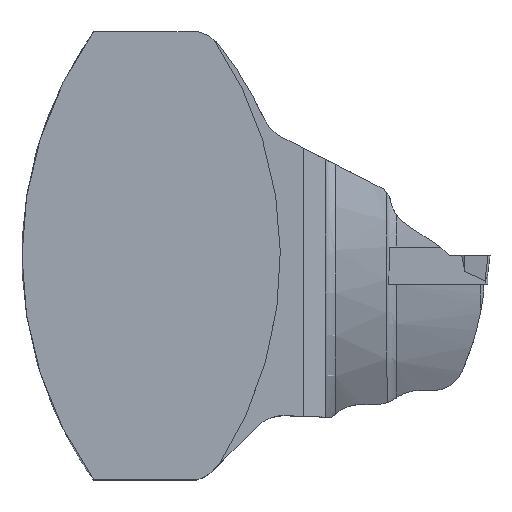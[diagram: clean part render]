
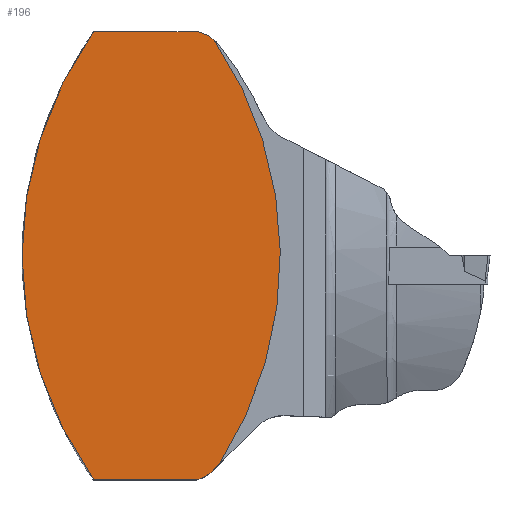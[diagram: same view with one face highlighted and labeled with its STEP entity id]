
A CAD part, top view. The second image highlights one B-rep face of the part: STEP entity #196.
In plain terms, the highlighted planar face has unit normal (0, 0, 1).
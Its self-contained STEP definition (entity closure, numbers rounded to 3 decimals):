
#128=PLANE('',#1634);
#196=ADVANCED_FACE('',(#291),#128,.F.);
#291=FACE_OUTER_BOUND('',#365,.T.);
#365=EDGE_LOOP('',(#857,#858,#859,#860,#861,#862,#863));
#415=LINE('',#2304,#524);
#440=LINE('',#2429,#549);
#449=LINE('',#2459,#558);
#524=VECTOR('',#1744,1.);
#549=VECTOR('',#1815,1.);
#558=VECTOR('',#1860,1.);
#648=CIRCLE('',#1608,60.25);
#652=CIRCLE('',#1620,60.25);
#653=CIRCLE('',#1628,6.1);
#654=CIRCLE('',#1633,6.5);
#857=ORIENTED_EDGE('',*,*,#1316,.F.);
#858=ORIENTED_EDGE('',*,*,#1343,.T.);
#859=ORIENTED_EDGE('',*,*,#1325,.T.);
#860=ORIENTED_EDGE('',*,*,#1332,.T.);
#861=ORIENTED_EDGE('',*,*,#1282,.F.);
#862=ORIENTED_EDGE('',*,*,#1338,.F.);
#863=ORIENTED_EDGE('',*,*,#1340,.F.);
#1132=VERTEX_POINT('',#2305);
#1133=VERTEX_POINT('',#2306);
#1160=VERTEX_POINT('',#2412);
#1161=VERTEX_POINT('',#2413);
#1163=VERTEX_POINT('',#2424);
#1165=VERTEX_POINT('',#2428);
#1168=VERTEX_POINT('',#2456);
#1282=EDGE_CURVE('',#1132,#1133,#415,.T.);
#1316=EDGE_CURVE('',#1160,#1161,#648,.T.);
#1325=EDGE_CURVE('',#1163,#1165,#440,.T.);
#1332=EDGE_CURVE('',#1165,#1133,#652,.T.);
#1338=EDGE_CURVE('',#1168,#1132,#653,.T.);
#1340=EDGE_CURVE('',#1161,#1168,#449,.T.);
#1343=EDGE_CURVE('',#1160,#1163,#654,.T.);
#1608=AXIS2_PLACEMENT_3D('',#2411,#1799,#1800);
#1620=AXIS2_PLACEMENT_3D('',#2442,#1834,#1835);
#1628=AXIS2_PLACEMENT_3D('',#2455,#1855,#1856);
#1633=AXIS2_PLACEMENT_3D('',#2465,#1869,#1870);
#1634=AXIS2_PLACEMENT_3D('',#2466,#1871,#1872);
#1744=DIRECTION('',(-1.,0.,0.));
#1799=DIRECTION('',(0.,0.,-1.));
#1800=DIRECTION('',(1.,0.,0.));
#1815=DIRECTION('',(-1.,0.,0.));
#1834=DIRECTION('',(0.,0.,1.));
#1835=DIRECTION('',(1.,0.,0.));
#1855=DIRECTION('',(0.,0.,-1.));
#1856=DIRECTION('',(1.,0.,0.));
#1860=DIRECTION('',(-0.703,-0.711,0.));
#1869=DIRECTION('',(0.,0.,1.));
#1870=DIRECTION('',(1.,0.,0.));
#1871=DIRECTION('',(0.,0.,-1.));
#1872=DIRECTION('',(1.,0.,0.));
#2304=CARTESIAN_POINT('',(-20.25,-35.,0.));
#2305=CARTESIAN_POINT('',(7.228,-35.,0.));
#2306=CARTESIAN_POINT('',(-8.891,-35.,0.));
#2411=CARTESIAN_POINT('',(-40.,0.,0.));
#2412=CARTESIAN_POINT('',(9.932,33.718,0.));
#2413=CARTESIAN_POINT('',(10.67,-32.597,0.));
#2424=CARTESIAN_POINT('',(7.4,35.,0.));
#2428=CARTESIAN_POINT('',(-8.891,35.,0.));
#2429=CARTESIAN_POINT('',(-20.25,35.,0.));
#2442=CARTESIAN_POINT('',(40.15,0.,0.));
#2455=CARTESIAN_POINT('',(5.5,-29.15,0.));
#2456=CARTESIAN_POINT('',(9.837,-33.44,0.));
#2459=CARTESIAN_POINT('',(9.837,-33.44,0.));
#2465=CARTESIAN_POINT('',(5.8,28.7,0.));
#2466=CARTESIAN_POINT('',(0.,0.,0.));
